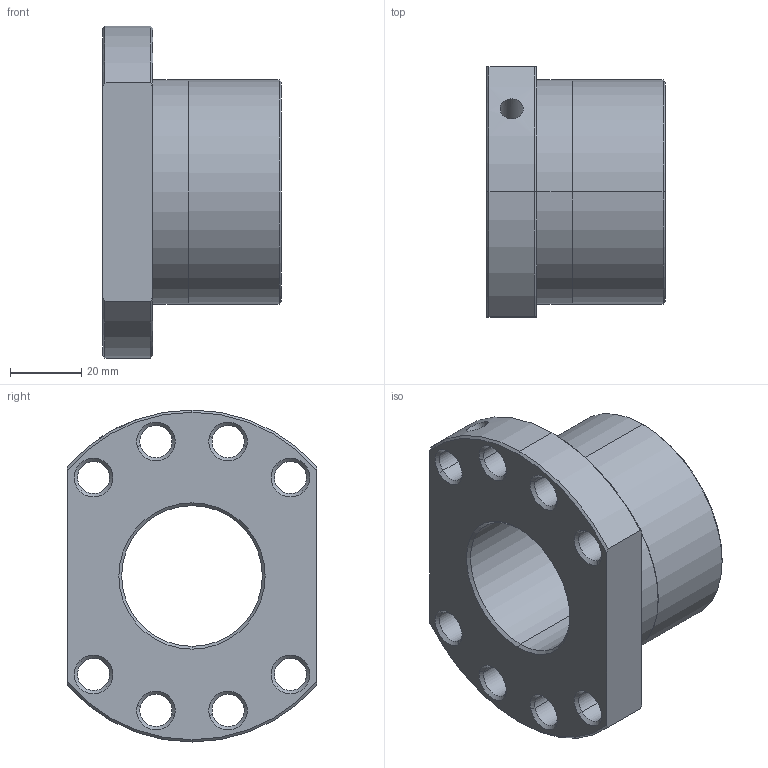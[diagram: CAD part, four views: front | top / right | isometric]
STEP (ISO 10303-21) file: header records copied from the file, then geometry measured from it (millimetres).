
FILE_DESCRIPTION(/* description */ ('Alibre Inc.'),/* implementation_level */ '2;1');
FILE_NAME(/* name */ 'export-CC5C8F6B-75A1-4FB1-AB51-0B184AB8F955',/* time_stamp */ '2025-01-15T15:13:09+01:00',/* author */ (''),/* organization */ (''),/* preprocessor_version */ 'ST-DEVELOPER v17',/* originating_system */ 'Alibre',/* authorisation */ '');
FILE_SCHEMA (('AUTOMOTIVE_DESIGN'));
Length unit declared in the file: millimetre
Products named in the file (1): R40-05K6-FSCDIN-100-100-0,052_FILE_3
Bounding box: 50 x 70 x 93 mm (x, y, z)
Volume: 124321 mm3; surface area: 28382.1 mm2
Topology: 1 solids, 1 shells, 82 faces, 191 edges, 112 vertices
Faces by surface type: cone 48, cylinder 28, plane 6
Entity records: 2415 total; most frequent: CARTESIAN_POINT 466, DIRECTION 436, ORIENTED_EDGE 378, EDGE_CURVE 189, AXIS2_PLACEMENT_3D 182, VERTEX_POINT 112, EDGE_LOOP 103, FACE_BOUND 103
